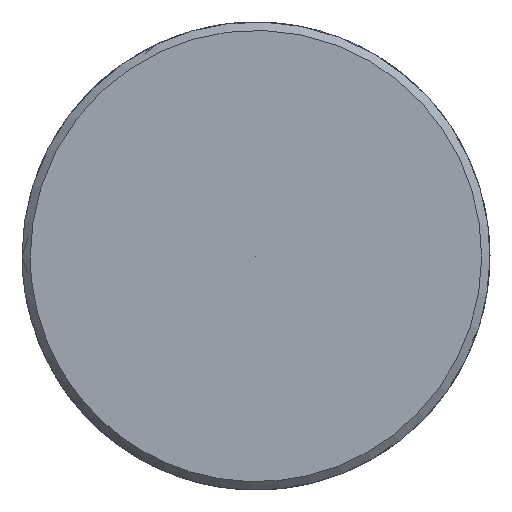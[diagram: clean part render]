
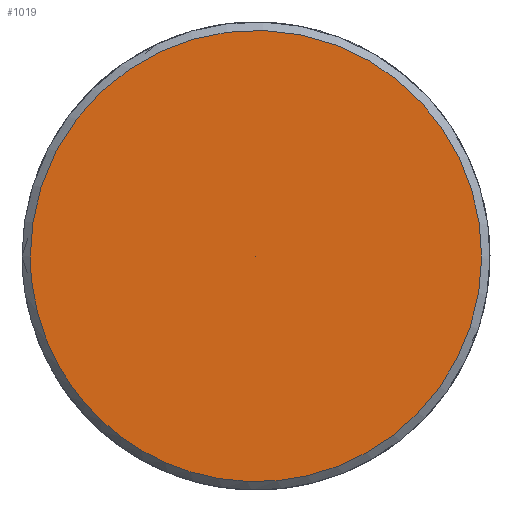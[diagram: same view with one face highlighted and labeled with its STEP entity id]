
A CAD part, left-side view. The second image highlights one B-rep face of the part: STEP entity #1019.
In plain terms, the highlighted free-form (B-spline) face has degree [5, 1] with [6, 2] control points.
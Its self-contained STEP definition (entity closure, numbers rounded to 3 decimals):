
#947 = CARTESIAN_POINT ('', (-127., 6.75, 0.));
#948 = VERTEX_POINT ('', #947);
#956 = CARTESIAN_POINT ('', (-127., 6.75, 0.));
#957 = CARTESIAN_POINT ('', (-127., 6.75, 27.));
#958 = CARTESIAN_POINT ('', (-127., -20.25, 13.5));
#959 = CARTESIAN_POINT ('', (-127., -20.25, -13.5));
#960 = CARTESIAN_POINT ('', (-127., 6.75, -27.));
#961 = CARTESIAN_POINT ('', (-127., 6.75, 0.));
#962 = (
   BOUNDED_CURVE ()
   B_SPLINE_CURVE (5, (#956, #957, #958, #959, #960, #961), .UNSPECIFIED., .T., .U.)
   B_SPLINE_CURVE_WITH_KNOTS ((6, 6), (0., 1.), .UNSPECIFIED.)
   CURVE ()
   GEOMETRIC_REPRESENTATION_ITEM ()
   RATIONAL_B_SPLINE_CURVE ((5., 1., 1., 1., 1., 5.))
   REPRESENTATION_ITEM ('')
);
#963 = EDGE_CURVE ('', #948, #948, #962, .T.);
#995 = CARTESIAN_POINT ('', (-127., 0., 0.));
#996 = VERTEX_POINT ('', #995);
#997 = CARTESIAN_POINT ('', (-127., 0., 0.));
#998 = CARTESIAN_POINT ('', (-127., 6.75, 0.));
#999 = B_SPLINE_CURVE_WITH_KNOTS ('', 1, (#997, #998), .UNSPECIFIED., .F., .U., (2, 2), (0., 1.), .UNSPECIFIED.);
#1000 = EDGE_CURVE ('', #996, #948, #999, .T.);
#1001 = ORIENTED_EDGE ('', *, *, #1000, .F.);
#1002 = ORIENTED_EDGE ('', *, *, #1000, .T.);
#1003 = ORIENTED_EDGE ('', *, *, #963, .F.);
#1004 = EDGE_LOOP ('', (#1001, #1002, #1003));
#1005 = FACE_OUTER_BOUND ('', #1004, .T.);
#1006 = CARTESIAN_POINT ('', (-127., 0., 0.));
#1007 = CARTESIAN_POINT ('', (-127., 6.75, 0.));
#1008 = CARTESIAN_POINT ('', (-127., 0., 0.));
#1009 = CARTESIAN_POINT ('', (-127., 6.75, 27.));
#1010 = CARTESIAN_POINT ('', (-127., 0., 0.));
#1011 = CARTESIAN_POINT ('', (-127., -20.25, 13.5));
#1012 = CARTESIAN_POINT ('', (-127., 0., 0.));
#1013 = CARTESIAN_POINT ('', (-127., -20.25, -13.5));
#1014 = CARTESIAN_POINT ('', (-127., 0., 0.));
#1015 = CARTESIAN_POINT ('', (-127., 6.75, -27.));
#1016 = CARTESIAN_POINT ('', (-127., 0., 0.));
#1017 = CARTESIAN_POINT ('', (-127., 6.75, 0.));
#1018 = (
   BOUNDED_SURFACE ()
   B_SPLINE_SURFACE (5, 1, ((#1006, #1007), (#1008, #1009), (#1010, #1011), (#1012, #1013), (#1014, #1015), (#1016, #1017)), .UNSPECIFIED., .T., .F., .U.)
   B_SPLINE_SURFACE_WITH_KNOTS ((6, 6), (2, 2), (0., 1.), (0., 1.), .UNSPECIFIED.)
   SURFACE ()
   GEOMETRIC_REPRESENTATION_ITEM ()
   RATIONAL_B_SPLINE_SURFACE (((5., 5.), (1., 1.), (1., 1.), (1., 1.), (1., 1.), (5., 5.)))
   REPRESENTATION_ITEM ('')
);
#1019 = ADVANCED_FACE ('', (#1005), #1018, .T.);
